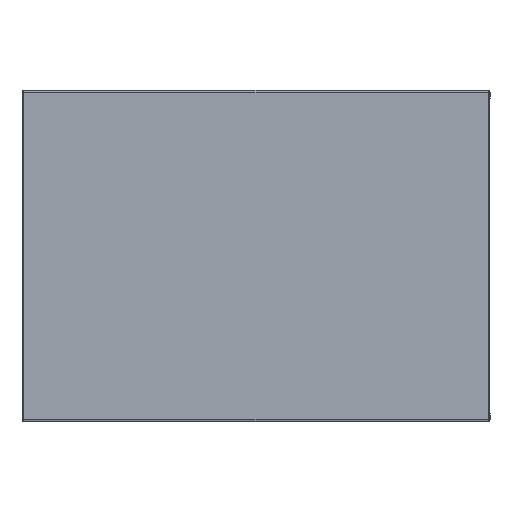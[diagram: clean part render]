
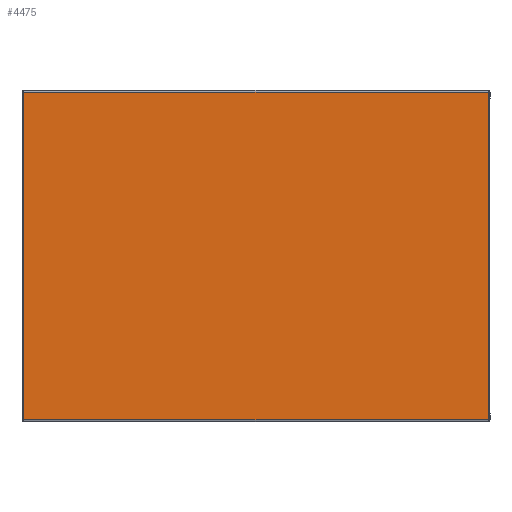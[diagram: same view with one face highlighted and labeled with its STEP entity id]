
A CAD part, left-side view. The second image highlights one B-rep face of the part: STEP entity #4475.
In plain terms, the highlighted planar face has unit normal (-1, 0, 0).
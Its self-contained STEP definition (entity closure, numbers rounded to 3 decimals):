
#229 = DIRECTION ( 'NONE',  ( 0., 1., 0. ) ) ;
#290 = DIRECTION ( 'NONE',  ( 1., 0., 0. ) ) ;
#703 = PLANE ( 'NONE',  #760 ) ;
#760 = AXIS2_PLACEMENT_3D ( 'NONE', #2911, #290, #3367 ) ;
#829 = CARTESIAN_POINT ( 'NONE',  ( -1., -0.595, 0.845 ) ) ;
#910 = EDGE_CURVE ( 'NONE', #5375, #4935, #2072, .T. ) ;
#1171 = EDGE_LOOP ( 'NONE', ( #3866, #2786, #5307, #4405 ) ) ;
#1391 = CARTESIAN_POINT ( 'NONE',  ( -1., -0.595, 0.005 ) ) ;
#1448 = CARTESIAN_POINT ( 'NONE',  ( -1., 0.595, 0.02 ) ) ;
#1561 = CARTESIAN_POINT ( 'NONE',  ( -1., 0.595, 0.845 ) ) ;
#1950 = CARTESIAN_POINT ( 'NONE',  ( -1., -0.6, 0.005 ) ) ;
#2072 = LINE ( 'NONE', #2837, #4271 ) ;
#2251 = VECTOR ( 'NONE', #229, 1000. ) ;
#2534 = VECTOR ( 'NONE', #5384, 1000. ) ;
#2786 = ORIENTED_EDGE ( 'NONE', *, *, #4017, .T. ) ;
#2837 = CARTESIAN_POINT ( 'NONE',  ( -1., -0.595, 0.02 ) ) ;
#2911 = CARTESIAN_POINT ( 'NONE',  ( -1., -0.6, 0.02 ) ) ;
#3050 = LINE ( 'NONE', #1950, #5238 ) ;
#3141 = EDGE_CURVE ( 'NONE', #3555, #5375, #3050, .T. ) ;
#3276 = DIRECTION ( 'NONE',  ( 0., -1., 0. ) ) ;
#3367 = DIRECTION ( 'NONE',  ( 0., 0., -1. ) ) ;
#3397 = CARTESIAN_POINT ( 'NONE',  ( -1., 0.595, 0.005 ) ) ;
#3426 = FACE_OUTER_BOUND ( 'NONE', #1171, .T. ) ;
#3555 = VERTEX_POINT ( 'NONE', #3397 ) ;
#3686 = LINE ( 'NONE', #1448, #2534 ) ;
#3866 = ORIENTED_EDGE ( 'NONE', *, *, #4369, .T. ) ;
#4017 = EDGE_CURVE ( 'NONE', #4746, #3555, #3686, .T. ) ;
#4271 = VECTOR ( 'NONE', #4552, 1000. ) ;
#4369 = EDGE_CURVE ( 'NONE', #4935, #4746, #4571, .T. ) ;
#4405 = ORIENTED_EDGE ( 'NONE', *, *, #910, .T. ) ;
#4475 = ADVANCED_FACE ( 'NONE', ( #3426 ), #703, .F. ) ;
#4552 = DIRECTION ( 'NONE',  ( 0., 0., 1. ) ) ;
#4571 = LINE ( 'NONE', #5467, #2251 ) ;
#4746 = VERTEX_POINT ( 'NONE', #1561 ) ;
#4935 = VERTEX_POINT ( 'NONE', #829 ) ;
#5238 = VECTOR ( 'NONE', #3276, 1000. ) ;
#5307 = ORIENTED_EDGE ( 'NONE', *, *, #3141, .T. ) ;
#5375 = VERTEX_POINT ( 'NONE', #1391 ) ;
#5384 = DIRECTION ( 'NONE',  ( 0., 0., -1. ) ) ;
#5467 = CARTESIAN_POINT ( 'NONE',  ( -1., -0.6, 0.845 ) ) ;
